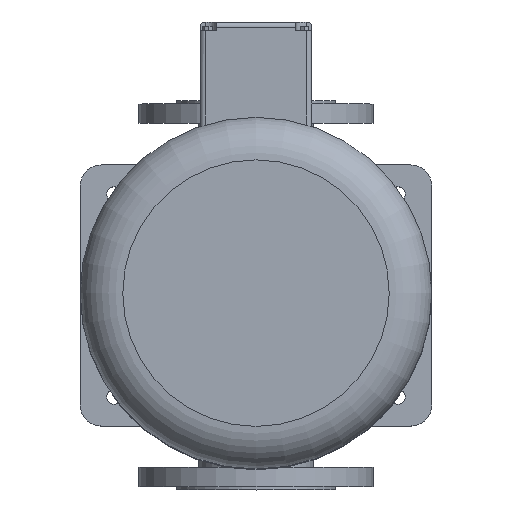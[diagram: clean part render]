
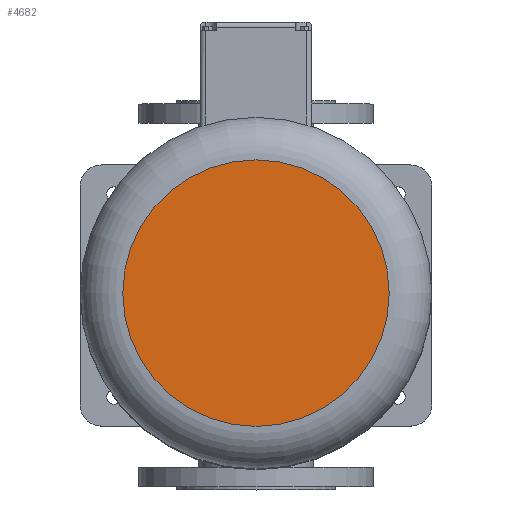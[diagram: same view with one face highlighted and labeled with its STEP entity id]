
A CAD part, top view. The second image highlights one B-rep face of the part: STEP entity #4682.
In plain terms, the highlighted planar face has unit normal (0, 0, 1).
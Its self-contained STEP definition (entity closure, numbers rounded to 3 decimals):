
#4682=ADVANCED_FACE('',(#8678),#8680,.T.);
#8678=FACE_BOUND('',#8679,.T.);
#8679=EDGE_LOOP('',(#11424));
#8680=PLANE('',#8681);
#8681=AXIS2_PLACEMENT_3D('',#8682,#8683,#8684);
#8682=CARTESIAN_POINT('',(0.,0.,1336.));
#8683=DIRECTION('',(0.,0.,1.));
#8684=DIRECTION('',(0.,1.,0.));
#11424=ORIENTED_EDGE('',*,*,#12838,.F.);
#12838=EDGE_CURVE('',#15222,#15222,#15223,.T.);
#15222=VERTEX_POINT('',#23124);
#15223=CIRCLE('',#23125,125.);
#23124=CARTESIAN_POINT('',(0.,125.,1336.));
#23125=AXIS2_PLACEMENT_3D('',#23126,#23127,#23128);
#23126=CARTESIAN_POINT('',(0.,0.,1336.));
#23127=DIRECTION('',(0.,0.,-1.));
#23128=DIRECTION('',(0.,1.,0.));
